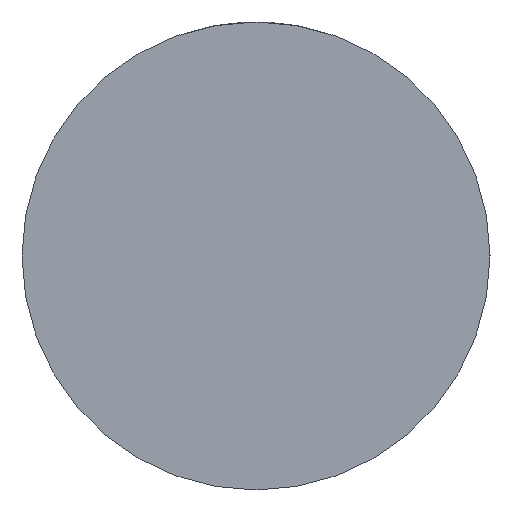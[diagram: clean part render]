
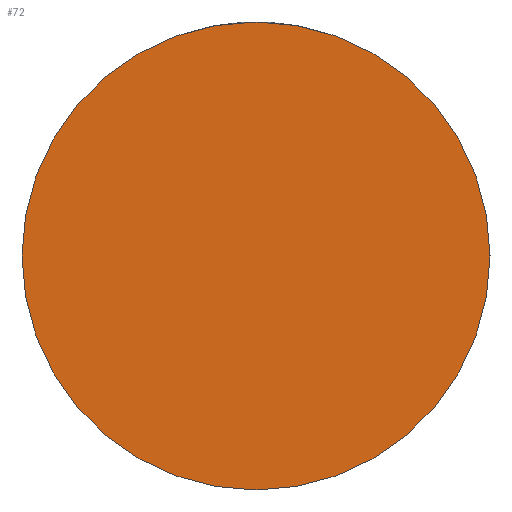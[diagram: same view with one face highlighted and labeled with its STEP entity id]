
A CAD part, left-side view. The second image highlights one B-rep face of the part: STEP entity #72.
In plain terms, the highlighted planar face has unit normal (-1, 0, 0).
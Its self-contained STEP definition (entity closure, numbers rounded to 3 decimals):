
#72 = ADVANCED_FACE( '', ( #151 ), #152, .F. );
#151 = FACE_OUTER_BOUND( '', #240, .T. );
#152 = PLANE( '', #241 );
#240 = EDGE_LOOP( '', ( #388 ) );
#241 = AXIS2_PLACEMENT_3D( '', #389, #390, #391 );
#388 = ORIENTED_EDGE( '', *, *, #521, .F. );
#389 = CARTESIAN_POINT( '', ( -300., 0., 0. ) );
#390 = DIRECTION( '', ( 1., 0., 0. ) );
#391 = DIRECTION( '', ( 0., 0., -1. ) );
#521 = EDGE_CURVE( '', #617, #617, #618, .T. );
#617 = VERTEX_POINT( '', #806 );
#618 = CIRCLE( '', #807, 20. );
#806 = CARTESIAN_POINT( '', ( -300., 0., -20. ) );
#807 = AXIS2_PLACEMENT_3D( '', #881, #882, #883 );
#881 = CARTESIAN_POINT( '', ( -300., 0., 0. ) );
#882 = DIRECTION( '', ( 1., 0., 0. ) );
#883 = DIRECTION( '', ( 0., 0., -1. ) );
